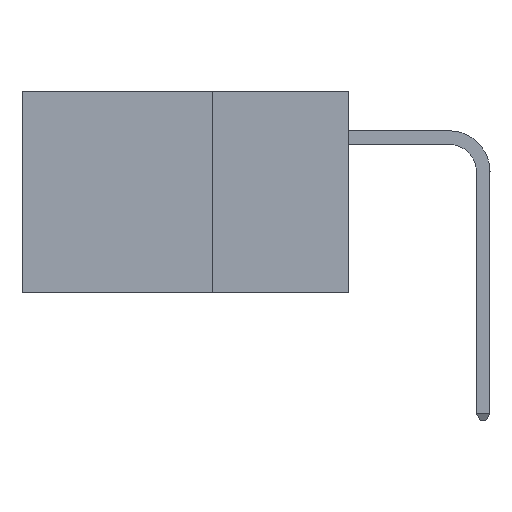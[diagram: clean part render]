
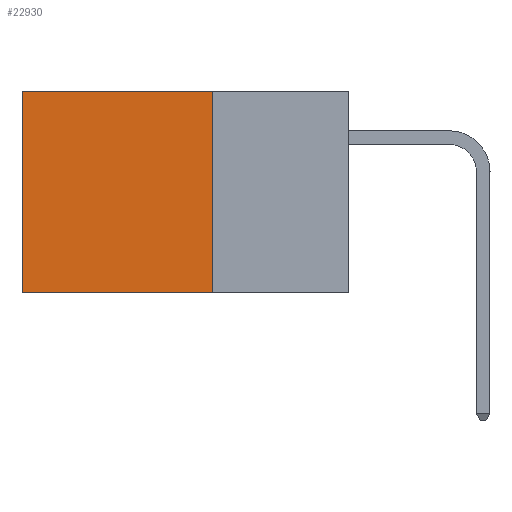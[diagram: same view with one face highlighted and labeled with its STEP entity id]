
A CAD part, left-side view. The second image highlights one B-rep face of the part: STEP entity #22930.
In plain terms, the highlighted planar face has unit normal (-1, 0, 0).
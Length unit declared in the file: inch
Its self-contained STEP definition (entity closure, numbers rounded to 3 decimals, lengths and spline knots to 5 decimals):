
#645 = EDGE_LOOP ( 'NONE', ( #7063, #4262, #30250, #20580 ) ) ;
#672 = EDGE_CURVE ( 'NONE', #16391, #27649, #36769, .T. ) ;
#3425 = DIRECTION ( 'NONE',  ( 0., 0., -1. ) ) ;
#3442 = CARTESIAN_POINT ( 'NONE',  ( 0.2875, 0.6, 0. ) ) ;
#3804 = CARTESIAN_POINT ( 'NONE',  ( 0.2875, 0.25, 0. ) ) ;
#4262 = ORIENTED_EDGE ( 'NONE', *, *, #27453, .F. ) ;
#6391 = DIRECTION ( 'NONE',  ( 0., 0., -1. ) ) ;
#7063 = ORIENTED_EDGE ( 'NONE', *, *, #8299, .T. ) ;
#7601 = CARTESIAN_POINT ( 'NONE',  ( 0.2875, 0.25, 0. ) ) ;
#8153 = FACE_OUTER_BOUND ( 'NONE', #645, .T. ) ;
#8299 = EDGE_CURVE ( 'NONE', #9663, #36432, #19378, .T. ) ;
#9663 = VERTEX_POINT ( 'NONE', #23714 ) ;
#10532 = DIRECTION ( 'NONE',  ( 1., 0., 0. ) ) ;
#12101 = LINE ( 'NONE', #31257, #26817 ) ;
#12508 = CARTESIAN_POINT ( 'NONE',  ( 0.2875, 0.25, 0. ) ) ;
#12867 = AXIS2_PLACEMENT_3D ( 'NONE', #7601, #10532, #30945 ) ;
#14488 = VECTOR ( 'NONE', #32858, 39.37008 ) ;
#15815 = CARTESIAN_POINT ( 'NONE',  ( 0.2875, 0.6, -0.37 ) ) ;
#16391 = VERTEX_POINT ( 'NONE', #22391 ) ;
#16751 = DIRECTION ( 'NONE',  ( 0., 1., 0. ) ) ;
#19378 = LINE ( 'NONE', #3442, #26262 ) ;
#20580 = ORIENTED_EDGE ( 'NONE', *, *, #23958, .T. ) ;
#21537 = VECTOR ( 'NONE', #3425, 39.37008 ) ;
#22391 = CARTESIAN_POINT ( 'NONE',  ( 0.2875, 0.25, 0. ) ) ;
#22930 = ADVANCED_FACE ( 'NONE', ( #8153 ), #28085, .F. ) ;
#23714 = CARTESIAN_POINT ( 'NONE',  ( 0.2875, 0.6, 0. ) ) ;
#23958 = EDGE_CURVE ( 'NONE', #16391, #9663, #29114, .T. ) ;
#26262 = VECTOR ( 'NONE', #6391, 39.37008 ) ;
#26817 = VECTOR ( 'NONE', #16751, 39.37008 ) ;
#27453 = EDGE_CURVE ( 'NONE', #27649, #36432, #12101, .T. ) ;
#27649 = VERTEX_POINT ( 'NONE', #34829 ) ;
#28085 = PLANE ( 'NONE',  #12867 ) ;
#29114 = LINE ( 'NONE', #12508, #14488 ) ;
#30250 = ORIENTED_EDGE ( 'NONE', *, *, #672, .F. ) ;
#30945 = DIRECTION ( 'NONE',  ( 0., 0., -1. ) ) ;
#31257 = CARTESIAN_POINT ( 'NONE',  ( 0.2875, 0.25, -0.37 ) ) ;
#32858 = DIRECTION ( 'NONE',  ( 0., 1., 0. ) ) ;
#34829 = CARTESIAN_POINT ( 'NONE',  ( 0.2875, 0.25, -0.37 ) ) ;
#36432 = VERTEX_POINT ( 'NONE', #15815 ) ;
#36769 = LINE ( 'NONE', #3804, #21537 ) ;
